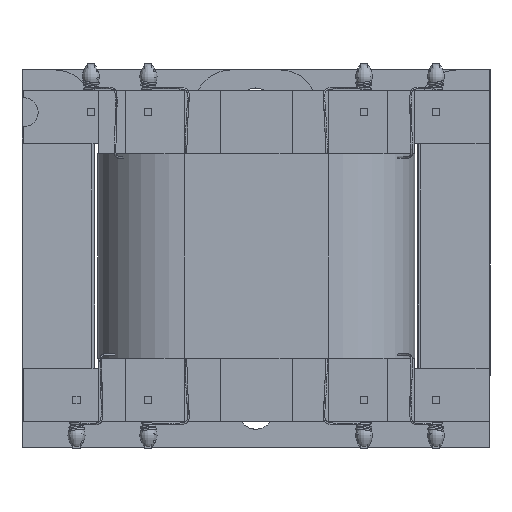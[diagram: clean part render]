
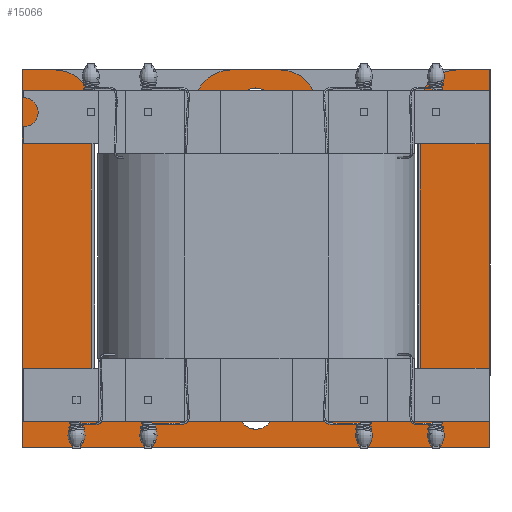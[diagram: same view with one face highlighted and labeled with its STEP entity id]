
A CAD part, front view. The second image highlights one B-rep face of the part: STEP entity #15066.
In plain terms, the highlighted planar face has unit normal (0, -1, 0).
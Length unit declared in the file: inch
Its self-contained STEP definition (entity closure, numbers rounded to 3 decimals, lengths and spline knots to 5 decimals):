
#235=FACE_BOUND('',#2022,.T.);
#236=FACE_BOUND('',#2023,.T.);
#380=PLANE('',#16090);
#1143=FACE_OUTER_BOUND('',#2021,.T.);
#2021=EDGE_LOOP('',(#10826,#10827,#10828,#10829,#10830,#10831,#10832,#10833,
#10834,#10835,#10836,#10837,#10838,#10839,#10840,#10841,#10842,#10843,#10844,
#10845));
#2022=EDGE_LOOP('',(#10846));
#2023=EDGE_LOOP('',(#10847));
#3012=LINE('',#21333,#4924);
#3017=LINE('',#21347,#4929);
#3021=LINE('',#21359,#4933);
#3025=LINE('',#21371,#4937);
#3028=LINE('',#21377,#4940);
#3031=LINE('',#21383,#4943);
#3034=LINE('',#21389,#4946);
#3037=LINE('',#21395,#4949);
#3041=LINE('',#21407,#4953);
#3045=LINE('',#21419,#4957);
#3049=LINE('',#21431,#4961);
#3053=LINE('',#21443,#4965);
#4924=VECTOR('',#17232,0.3937);
#4929=VECTOR('',#17245,0.3937);
#4933=VECTOR('',#17257,0.3937);
#4937=VECTOR('',#17269,0.3937);
#4940=VECTOR('',#17274,0.3937);
#4943=VECTOR('',#17279,0.3937);
#4946=VECTOR('',#17284,0.3937);
#4949=VECTOR('',#17289,0.3937);
#4953=VECTOR('',#17301,0.3937);
#4957=VECTOR('',#17313,0.3937);
#4961=VECTOR('',#17325,0.3937);
#4965=VECTOR('',#17337,0.3937);
#6789=CIRCLE('',#16049,0.0625);
#6791=CIRCLE('',#16052,0.0625);
#6792=CIRCLE('',#16055,0.03125);
#6794=CIRCLE('',#16059,0.03125);
#6796=CIRCLE('',#16063,0.125);
#6798=CIRCLE('',#16071,0.125);
#6800=CIRCLE('',#16075,0.03125);
#6802=CIRCLE('',#16079,0.03125);
#6804=CIRCLE('',#16083,0.125);
#6806=CIRCLE('',#16087,0.125);
#7047=VERTEX_POINT('',#21321);
#7049=VERTEX_POINT('',#21327);
#7050=VERTEX_POINT('',#21331);
#7051=VERTEX_POINT('',#21332);
#7054=VERTEX_POINT('',#21340);
#7056=VERTEX_POINT('',#21346);
#7058=VERTEX_POINT('',#21352);
#7060=VERTEX_POINT('',#21358);
#7062=VERTEX_POINT('',#21364);
#7064=VERTEX_POINT('',#21370);
#7066=VERTEX_POINT('',#21376);
#7068=VERTEX_POINT('',#21382);
#7070=VERTEX_POINT('',#21388);
#7072=VERTEX_POINT('',#21394);
#7074=VERTEX_POINT('',#21400);
#7076=VERTEX_POINT('',#21406);
#7078=VERTEX_POINT('',#21412);
#7080=VERTEX_POINT('',#21418);
#7082=VERTEX_POINT('',#21424);
#7084=VERTEX_POINT('',#21430);
#7086=VERTEX_POINT('',#21436);
#7088=VERTEX_POINT('',#21442);
#8510=EDGE_CURVE('',#7047,#7047,#6789,.T.);
#8513=EDGE_CURVE('',#7049,#7049,#6791,.T.);
#8514=EDGE_CURVE('',#7050,#7051,#3012,.T.);
#8518=EDGE_CURVE('',#7051,#7054,#6792,.T.);
#8521=EDGE_CURVE('',#7054,#7056,#3017,.T.);
#8524=EDGE_CURVE('',#7056,#7058,#6794,.T.);
#8527=EDGE_CURVE('',#7060,#7058,#3021,.T.);
#8530=EDGE_CURVE('',#7062,#7060,#6796,.T.);
#8533=EDGE_CURVE('',#7062,#7064,#3025,.T.);
#8536=EDGE_CURVE('',#7064,#7066,#3028,.T.);
#8539=EDGE_CURVE('',#7068,#7066,#3031,.T.);
#8542=EDGE_CURVE('',#7070,#7068,#3034,.T.);
#8545=EDGE_CURVE('',#7070,#7072,#3037,.T.);
#8548=EDGE_CURVE('',#7074,#7072,#6798,.T.);
#8551=EDGE_CURVE('',#7074,#7076,#3041,.T.);
#8554=EDGE_CURVE('',#7076,#7078,#6800,.T.);
#8557=EDGE_CURVE('',#7078,#7080,#3045,.T.);
#8560=EDGE_CURVE('',#7080,#7082,#6802,.T.);
#8563=EDGE_CURVE('',#7084,#7082,#3049,.T.);
#8566=EDGE_CURVE('',#7086,#7084,#6804,.T.);
#8569=EDGE_CURVE('',#7086,#7088,#3053,.T.);
#8572=EDGE_CURVE('',#7050,#7088,#6806,.T.);
#10826=ORIENTED_EDGE('',*,*,#8572,.F.);
#10827=ORIENTED_EDGE('',*,*,#8514,.T.);
#10828=ORIENTED_EDGE('',*,*,#8518,.T.);
#10829=ORIENTED_EDGE('',*,*,#8521,.T.);
#10830=ORIENTED_EDGE('',*,*,#8524,.T.);
#10831=ORIENTED_EDGE('',*,*,#8527,.F.);
#10832=ORIENTED_EDGE('',*,*,#8530,.F.);
#10833=ORIENTED_EDGE('',*,*,#8533,.T.);
#10834=ORIENTED_EDGE('',*,*,#8536,.T.);
#10835=ORIENTED_EDGE('',*,*,#8539,.F.);
#10836=ORIENTED_EDGE('',*,*,#8542,.F.);
#10837=ORIENTED_EDGE('',*,*,#8545,.T.);
#10838=ORIENTED_EDGE('',*,*,#8548,.F.);
#10839=ORIENTED_EDGE('',*,*,#8551,.T.);
#10840=ORIENTED_EDGE('',*,*,#8554,.T.);
#10841=ORIENTED_EDGE('',*,*,#8557,.T.);
#10842=ORIENTED_EDGE('',*,*,#8560,.T.);
#10843=ORIENTED_EDGE('',*,*,#8563,.F.);
#10844=ORIENTED_EDGE('',*,*,#8566,.F.);
#10845=ORIENTED_EDGE('',*,*,#8569,.T.);
#10846=ORIENTED_EDGE('',*,*,#8513,.F.);
#10847=ORIENTED_EDGE('',*,*,#8510,.F.);
#15066=ADVANCED_FACE('',(#1143,#235,#236),#380,.F.);
#16049=AXIS2_PLACEMENT_3D('',#21323,#17221,#17222);
#16052=AXIS2_PLACEMENT_3D('',#21329,#17228,#17229);
#16055=AXIS2_PLACEMENT_3D('',#21341,#17238,#17239);
#16059=AXIS2_PLACEMENT_3D('',#21353,#17250,#17251);
#16063=AXIS2_PLACEMENT_3D('',#21365,#17262,#17263);
#16071=AXIS2_PLACEMENT_3D('',#21401,#17294,#17295);
#16075=AXIS2_PLACEMENT_3D('',#21413,#17306,#17307);
#16079=AXIS2_PLACEMENT_3D('',#21425,#17318,#17319);
#16083=AXIS2_PLACEMENT_3D('',#21437,#17330,#17331);
#16087=AXIS2_PLACEMENT_3D('',#21448,#17342,#17343);
#16090=AXIS2_PLACEMENT_3D('',#21451,#17348,#17349);
#17221=DIRECTION('center_axis',(0.,-1.,0.));
#17222=DIRECTION('ref_axis',(1.,0.,0.));
#17228=DIRECTION('center_axis',(0.,-1.,0.));
#17229=DIRECTION('ref_axis',(1.,0.,0.));
#17232=DIRECTION('',(-0.04,0.,-0.999));
#17238=DIRECTION('center_axis',(0.,1.,0.));
#17239=DIRECTION('ref_axis',(0.999,0.,-0.04));
#17245=DIRECTION('',(-1.,0.,0.));
#17250=DIRECTION('center_axis',(0.,1.,0.));
#17251=DIRECTION('ref_axis',(0.,0.,-1.));
#17257=DIRECTION('',(0.,0.,-1.));
#17262=DIRECTION('center_axis',(0.,1.,0.));
#17263=DIRECTION('ref_axis',(0.,0.,1.));
#17269=DIRECTION('',(-1.,0.,0.));
#17274=DIRECTION('',(0.,0.,-1.));
#17279=DIRECTION('',(-1.,0.,0.));
#17284=DIRECTION('',(0.,0.,-1.));
#17289=DIRECTION('',(-1.,0.,0.));
#17294=DIRECTION('center_axis',(0.,1.,0.));
#17295=DIRECTION('ref_axis',(-1.,0.,0.));
#17301=DIRECTION('',(0.,0.,-1.));
#17306=DIRECTION('center_axis',(0.,1.,0.));
#17307=DIRECTION('ref_axis',(1.,0.,0.));
#17313=DIRECTION('',(-1.,0.,0.));
#17318=DIRECTION('center_axis',(0.,1.,0.));
#17319=DIRECTION('ref_axis',(0.,0.,-1.));
#17325=DIRECTION('',(0.03,0.,-1.));
#17330=DIRECTION('center_axis',(0.,1.,0.));
#17331=DIRECTION('ref_axis',(0.,0.,1.));
#17337=DIRECTION('',(-1.,0.,0.));
#17342=DIRECTION('center_axis',(0.,1.,0.));
#17343=DIRECTION('ref_axis',(-0.999,0.,0.04));
#17348=DIRECTION('center_axis',(0.,1.,0.));
#17349=DIRECTION('ref_axis',(1.,0.,0.));
#21321=CARTESIAN_POINT('',(-0.064,-0.125,-0.54));
#21323=CARTESIAN_POINT('Origin',(-0.0015,-0.125,-0.54));
#21327=CARTESIAN_POINT('',(-0.06456,-0.125,0.522));
#21329=CARTESIAN_POINT('Origin',(-0.00206,-0.125,0.522));
#21331=CARTESIAN_POINT('',(-0.21358,-0.125,0.52698));
#21332=CARTESIAN_POINT('',(-0.2503,-0.125,-0.39499));
#21333=CARTESIAN_POINT('',(-0.21358,-0.125,0.52698));
#21340=CARTESIAN_POINT('',(-0.28153,-0.125,-0.425));
#21341=CARTESIAN_POINT('Origin',(-0.28153,-0.125,-0.39375));
#21346=CARTESIAN_POINT('',(-0.54275,-0.125,-0.425));
#21347=CARTESIAN_POINT('',(-0.28153,-0.125,-0.425));
#21352=CARTESIAN_POINT('',(-0.574,-0.125,-0.39375));
#21353=CARTESIAN_POINT('Origin',(-0.54275,-0.125,-0.39375));
#21358=CARTESIAN_POINT('',(-0.574,-0.125,0.522));
#21359=CARTESIAN_POINT('',(-0.574,-0.125,0.522));
#21364=CARTESIAN_POINT('',(-0.699,-0.125,0.647));
#21365=CARTESIAN_POINT('Origin',(-0.699,-0.125,0.522));
#21370=CARTESIAN_POINT('',(-0.814,-0.125,0.647));
#21371=CARTESIAN_POINT('',(-0.699,-0.125,0.647));
#21376=CARTESIAN_POINT('',(-0.814,-0.125,-0.665));
#21377=CARTESIAN_POINT('',(-0.814,-0.125,0.647));
#21382=CARTESIAN_POINT('',(0.811,-0.125,-0.665));
#21383=CARTESIAN_POINT('',(0.811,-0.125,-0.665));
#21388=CARTESIAN_POINT('',(0.811,-0.125,0.647));
#21389=CARTESIAN_POINT('',(0.811,-0.125,0.647));
#21394=CARTESIAN_POINT('',(0.696,-0.125,0.647));
#21395=CARTESIAN_POINT('',(0.811,-0.125,0.647));
#21400=CARTESIAN_POINT('',(0.571,-0.125,0.522));
#21401=CARTESIAN_POINT('Origin',(0.696,-0.125,0.522));
#21406=CARTESIAN_POINT('',(0.571,-0.125,-0.39375));
#21407=CARTESIAN_POINT('',(0.571,-0.125,0.522));
#21412=CARTESIAN_POINT('',(0.53975,-0.125,-0.425));
#21413=CARTESIAN_POINT('Origin',(0.53975,-0.125,-0.39375));
#21418=CARTESIAN_POINT('',(0.26881,-0.125,-0.425));
#21419=CARTESIAN_POINT('',(0.53975,-0.125,-0.425));
#21424=CARTESIAN_POINT('',(0.23758,-0.125,-0.3947));
#21425=CARTESIAN_POINT('Origin',(0.26881,-0.125,-0.39375));
#21430=CARTESIAN_POINT('',(0.2095,-0.125,0.52581));
#21431=CARTESIAN_POINT('',(0.2095,-0.125,0.52581));
#21436=CARTESIAN_POINT('',(0.08455,-0.125,0.647));
#21437=CARTESIAN_POINT('Origin',(0.08455,-0.125,0.522));
#21442=CARTESIAN_POINT('',(-0.08868,-0.125,0.647));
#21443=CARTESIAN_POINT('',(0.08455,-0.125,0.647));
#21448=CARTESIAN_POINT('Origin',(-0.08868,-0.125,0.522));
#21451=CARTESIAN_POINT('Origin',(-0.0015,-0.125,-0.009));
